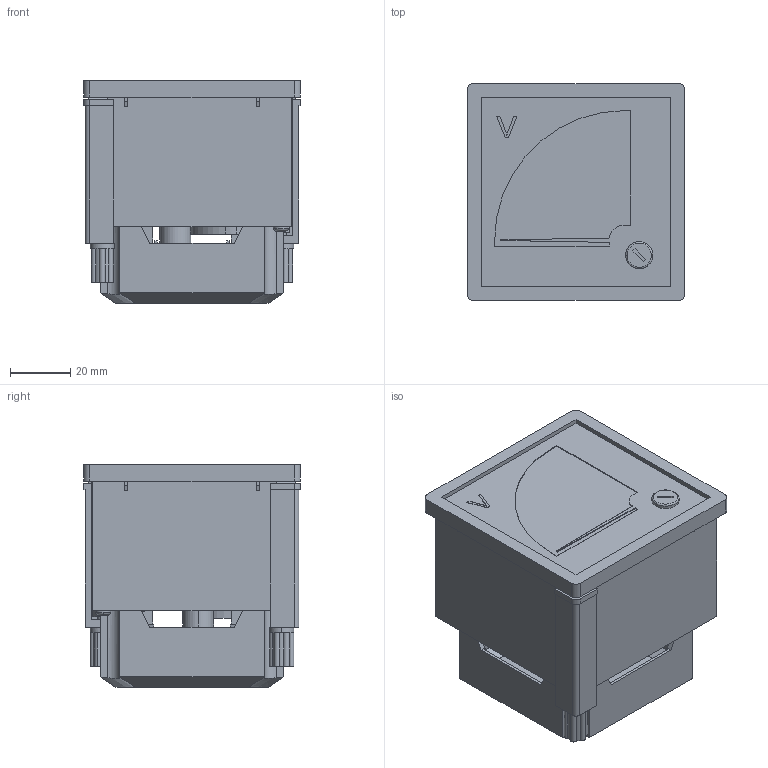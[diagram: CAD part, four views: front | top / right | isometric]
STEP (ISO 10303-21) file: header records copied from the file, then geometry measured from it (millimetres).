
FILE_DESCRIPTION (( 'STEP AP214' ), '1' );
FILE_NAME ('IPV10-6-0500-E Âîëüòìåòð Ý47 500Â êë. òî÷í. 1,5 72õ72ìì.STEP', '2018-02-15T08:54:17', ( '' ), ( '' ), 'SwSTEP 2.0', 'SolidWorks 2014', '' );
FILE_SCHEMA (( 'AUTOMOTIVE_DESIGN' ));
Length unit declared in the file: millimetre
Products named in the file (1): IPV10-6-0500-E Âîëüòìåòð Ý47 500Â êë. òî÷í. 1,5 72õ72ìì
Bounding box: 72 x 72 x 74 mm (x, y, z)
Volume: 230335.6 mm3; surface area: 49655.8 mm2
Topology: 6 solids, 6 shells, 541 faces, 1440 edges, 949 vertices
Faces by surface type: plane 378, cylinder 140, torus 13, bspline 10
Entity records: 17501 total; most frequent: CARTESIAN_POINT 3773, ORIENTED_EDGE 2880, DIRECTION 2776, EDGE_CURVE 1440, LINE 1008, VECTOR 1008, VERTEX_POINT 949, AXIS2_PLACEMENT_3D 884
